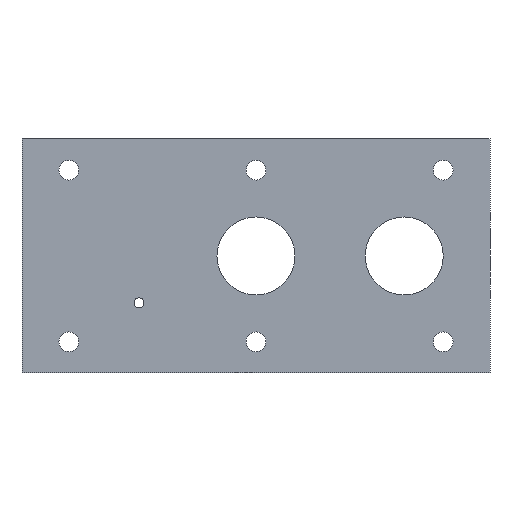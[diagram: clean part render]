
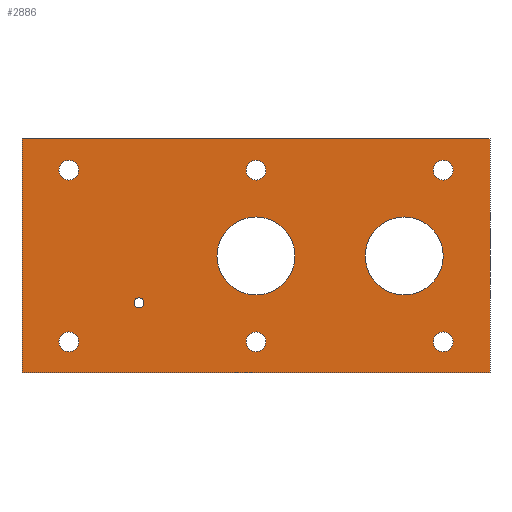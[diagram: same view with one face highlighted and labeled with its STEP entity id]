
A CAD part, front view. The second image highlights one B-rep face of the part: STEP entity #2886.
In plain terms, the highlighted planar face has unit normal (0, -1, 0).
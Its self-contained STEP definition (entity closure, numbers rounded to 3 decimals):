
#1422=CARTESIAN_POINT('POINT115',(78.2,0.,-30.));
#1423=VERTEX_POINT('VERTEX115',#1422);
#1431=CARTESIAN_POINT('POINT116',(71.8,0.,-30.));
#1432=VERTEX_POINT('VERTEX116',#1431);
#1439=CARTESIAN_POINT('POS153',(75.,0.,-30.));
#1440=DIRECTION('DIR245',(0.,-1.,0.));
#1441=DIRECTION('DIR246',(1.,0.,0.));
#1442=AXIS2_PLACEMENT_3D('AXIS93',#1439,#1440,#1441);
#1443=CIRCLE('ELLIPSE53',#1442,3.2);
#1444=EDGE_CURVE('EDGE144',#1432,#1423,#1443,.T.);
#1455=EDGE_CURVE('EDGE145',#1423,#1432,#1443,.T.);
#1462=CARTESIAN_POINT('POINT117',(276.35,0.,55.));
#1463=VERTEX_POINT('VERTEX117',#1462);
#1470=CARTESIAN_POINT('POINT118',(263.65,0.,55.));
#1471=VERTEX_POINT('VERTEX118',#1470);
#1472=CARTESIAN_POINT('POS156',(270.,0.,55.));
#1473=DIRECTION('DIR250',(0.,-1.,0.));
#1474=DIRECTION('DIR251',(1.,0.,0.));
#1475=AXIS2_PLACEMENT_3D('AXIS95',#1472,#1473,#1474);
#1476=CIRCLE('ELLIPSE54',#1475,6.35);
#1477=EDGE_CURVE('EDGE147',#1463,#1471,#1476,.T.);
#1497=EDGE_CURVE('EDGE149',#1471,#1463,#1476,.T.);
#1502=CARTESIAN_POINT('POINT119',(156.35,0.,55.));
#1503=VERTEX_POINT('VERTEX119',#1502);
#1510=CARTESIAN_POINT('POINT120',(143.65,0.,55.));
#1511=VERTEX_POINT('VERTEX120',#1510);
#1512=CARTESIAN_POINT('POS160',(150.,0.,55.));
#1513=DIRECTION('DIR256',(0.,-1.,0.));
#1514=DIRECTION('DIR257',(1.,0.,0.));
#1515=AXIS2_PLACEMENT_3D('AXIS97',#1512,#1513,#1514);
#1516=CIRCLE('ELLIPSE55',#1515,6.35);
#1517=EDGE_CURVE('EDGE151',#1503,#1511,#1516,.T.);
#1537=EDGE_CURVE('EDGE153',#1511,#1503,#1516,.T.);
#1542=CARTESIAN_POINT('POINT121',(36.35,0.,55.));
#1543=VERTEX_POINT('VERTEX121',#1542);
#1550=CARTESIAN_POINT('POINT122',(23.65,0.,55.));
#1551=VERTEX_POINT('VERTEX122',#1550);
#1552=CARTESIAN_POINT('POS164',(30.,0.,55.));
#1553=DIRECTION('DIR262',(0.,-1.,0.));
#1554=DIRECTION('DIR263',(1.,0.,0.));
#1555=AXIS2_PLACEMENT_3D('AXIS99',#1552,#1553,#1554);
#1556=CIRCLE('ELLIPSE56',#1555,6.35);
#1557=EDGE_CURVE('EDGE155',#1543,#1551,#1556,.T.);
#1577=EDGE_CURVE('EDGE157',#1551,#1543,#1556,.T.);
#1582=CARTESIAN_POINT('POINT123',(276.35,0.,-55.));
#1583=VERTEX_POINT('VERTEX123',#1582);
#1590=CARTESIAN_POINT('POINT124',(263.65,0.,-55.));
#1591=VERTEX_POINT('VERTEX124',#1590);
#1592=CARTESIAN_POINT('POS168',(270.,0.,-55.));
#1593=DIRECTION('DIR268',(0.,-1.,0.));
#1594=DIRECTION('DIR269',(1.,0.,0.));
#1595=AXIS2_PLACEMENT_3D('AXIS101',#1592,#1593,#1594);
#1596=CIRCLE('ELLIPSE57',#1595,6.35);
#1597=EDGE_CURVE('EDGE159',#1583,#1591,#1596,.T.);
#1617=EDGE_CURVE('EDGE161',#1591,#1583,#1596,.T.);
#1622=CARTESIAN_POINT('POINT125',(156.35,0.,-55.));
#1623=VERTEX_POINT('VERTEX125',#1622);
#1630=CARTESIAN_POINT('POINT126',(143.65,0.,-55.));
#1631=VERTEX_POINT('VERTEX126',#1630);
#1632=CARTESIAN_POINT('POS172',(150.,0.,-55.));
#1633=DIRECTION('DIR274',(0.,-1.,0.));
#1634=DIRECTION('DIR275',(1.,0.,0.));
#1635=AXIS2_PLACEMENT_3D('AXIS103',#1632,#1633,#1634);
#1636=CIRCLE('ELLIPSE58',#1635,6.35);
#1637=EDGE_CURVE('EDGE163',#1623,#1631,#1636,.T.);
#1657=EDGE_CURVE('EDGE165',#1631,#1623,#1636,.T.);
#1662=CARTESIAN_POINT('POINT127',(36.35,0.,-55.));
#1663=VERTEX_POINT('VERTEX127',#1662);
#1670=CARTESIAN_POINT('POINT128',(23.65,0.,-55.));
#1671=VERTEX_POINT('VERTEX128',#1670);
#1672=CARTESIAN_POINT('POS176',(30.,0.,-55.));
#1673=DIRECTION('DIR280',(0.,-1.,0.));
#1674=DIRECTION('DIR281',(1.,0.,0.));
#1675=AXIS2_PLACEMENT_3D('AXIS105',#1672,#1673,#1674);
#1676=CIRCLE('ELLIPSE59',#1675,6.35);
#1677=EDGE_CURVE('EDGE167',#1663,#1671,#1676,.T.);
#1697=EDGE_CURVE('EDGE169',#1671,#1663,#1676,.T.);
#2066=CARTESIAN_POINT('POINT145',(270.,0.,0.));
#2067=VERTEX_POINT('VERTEX145',#2066);
#2085=CARTESIAN_POINT('POINT148',(220.,0.,
   0.));
#2086=VERTEX_POINT('VERTEX148',#2085);
#2093=CARTESIAN_POINT('POS224',(245.,0.,0.));
#2094=DIRECTION('DIR351',(0.,-1.,0.));
#2095=DIRECTION('DIR352',(1.,0.,0.));
#2096=AXIS2_PLACEMENT_3D('AXIS128',#2093,#2094,#2095);
#2097=CIRCLE('ELLIPSE68',#2096,25.);
#2098=EDGE_CURVE('EDGE205',#2086,#2067,#2097,.T.);
#2109=EDGE_CURVE('EDGE206',#2067,#2086,#2097,.T.);
#2117=CARTESIAN_POINT('POINT149',(175.,0.,0.));
#2118=VERTEX_POINT('VERTEX149',#2117);
#2136=CARTESIAN_POINT('POINT152',(125.,0.,
   0.));
#2137=VERTEX_POINT('VERTEX152',#2136);
#2144=CARTESIAN_POINT('POS229',(150.,0.,0.));
#2145=DIRECTION('DIR359',(0.,-1.,0.));
#2146=DIRECTION('DIR360',(1.,0.,0.));
#2147=AXIS2_PLACEMENT_3D('AXIS131',#2144,#2145,#2146);
#2148=CIRCLE('ELLIPSE70',#2147,25.);
#2149=EDGE_CURVE('EDGE211',#2137,#2118,#2148,.T.);
#2160=EDGE_CURVE('EDGE212',#2118,#2137,#2148,.T.);
#2696=CARTESIAN_POINT('POINT178',(0.,0.,75.));
#2697=VERTEX_POINT('VERTEX178',#2696);
#2714=CARTESIAN_POINT('POINT181',(0.,0.,-75.));
#2715=VERTEX_POINT('VERTEX181',#2714);
#2722=CARTESIAN_POINT('POS291',(0.,0.,-75.));
#2723=DIRECTION('DIR448',(0.,0.,1.));
#2724=VECTOR('VEC134',#2723,1.);
#2725=LINE('STRAIGHT134',#2722,#2724);
#2726=EDGE_CURVE('EDGE264',#2715,#2697,#2725,.T.);
#2820=CARTESIAN_POINT('POINT186',(300.,0.,75.));
#2821=VERTEX_POINT('VERTEX186',#2820);
#2822=CARTESIAN_POINT('POINT187',(300.,0.,-75.));
#2823=VERTEX_POINT('VERTEX187',#2822);
#2824=CARTESIAN_POINT('POS301',(300.,0.,75.));
#2825=DIRECTION('DIR463',(0.,0.,-1.));
#2826=VECTOR('VEC139',#2825,1.);
#2827=LINE('STRAIGHT139',#2824,#2826);
#2828=EDGE_CURVE('EDGE273',#2821,#2823,#2827,.T.);
#2829=ORIENTED_EDGE('COEDGE474',*,*,#2828,.F.);
#2830=CARTESIAN_POINT('POS302',(0.,0.,75.));
#2831=DIRECTION('DIR464',(1.,0.,0.));
#2832=VECTOR('VEC140',#2831,1.);
#2833=LINE('STRAIGHT140',#2830,#2832);
#2834=EDGE_CURVE('EDGE274',#2697,#2821,#2833,.T.);
#2835=ORIENTED_EDGE('COEDGE475',*,*,#2834,.F.);
#2836=ORIENTED_EDGE('COEDGE476',*,*,#2726,.F.);
#2837=CARTESIAN_POINT('POS303',(300.,0.,-75.));
#2838=DIRECTION('DIR465',(-1.,0.,0.));
#2839=VECTOR('VEC141',#2838,1.);
#2840=LINE('STRAIGHT141',#2837,#2839);
#2841=EDGE_CURVE('EDGE275',#2823,#2715,#2840,.T.);
#2842=ORIENTED_EDGE('COEDGE477',*,*,#2841,.F.);
#2843=EDGE_LOOP('NONE',(#2829,#2835,#2836,#2842));
#2844=FACE_BOUND('LOOP1',#2843,.T.);
#2845=ORIENTED_EDGE('COEDGE478',*,*,#1697,.F.);
#2846=ORIENTED_EDGE('COEDGE479',*,*,#1677,.F.);
#2847=EDGE_LOOP('NONE',(#2845,#2846));
#2848=FACE_BOUND('LOOP1',#2847,.T.);
#2849=ORIENTED_EDGE('COEDGE480',*,*,#1657,.F.);
#2850=ORIENTED_EDGE('COEDGE481',*,*,#1637,.F.);
#2851=EDGE_LOOP('NONE',(#2849,#2850));
#2852=FACE_BOUND('LOOP1',#2851,.T.);
#2853=ORIENTED_EDGE('COEDGE482',*,*,#1617,.F.);
#2854=ORIENTED_EDGE('COEDGE483',*,*,#1597,.F.);
#2855=EDGE_LOOP('NONE',(#2853,#2854));
#2856=FACE_BOUND('LOOP1',#2855,.T.);
#2857=ORIENTED_EDGE('COEDGE484',*,*,#1577,.F.);
#2858=ORIENTED_EDGE('COEDGE485',*,*,#1557,.F.);
#2859=EDGE_LOOP('NONE',(#2857,#2858));
#2860=FACE_BOUND('LOOP1',#2859,.T.);
#2861=ORIENTED_EDGE('COEDGE486',*,*,#1537,.F.);
#2862=ORIENTED_EDGE('COEDGE487',*,*,#1517,.F.);
#2863=EDGE_LOOP('NONE',(#2861,#2862));
#2864=FACE_BOUND('LOOP1',#2863,.T.);
#2865=ORIENTED_EDGE('COEDGE488',*,*,#1497,.F.);
#2866=ORIENTED_EDGE('COEDGE489',*,*,#1477,.F.);
#2867=EDGE_LOOP('NONE',(#2865,#2866));
#2868=FACE_BOUND('LOOP1',#2867,.T.);
#2869=ORIENTED_EDGE('COEDGE490',*,*,#2160,.F.);
#2870=ORIENTED_EDGE('COEDGE491',*,*,#2149,.F.);
#2871=EDGE_LOOP('NONE',(#2869,#2870));
#2872=FACE_BOUND('LOOP1',#2871,.T.);
#2873=ORIENTED_EDGE('COEDGE492',*,*,#2109,.F.);
#2874=ORIENTED_EDGE('COEDGE493',*,*,#2098,.F.);
#2875=EDGE_LOOP('NONE',(#2873,#2874));
#2876=FACE_BOUND('LOOP1',#2875,.T.);
#2877=ORIENTED_EDGE('COEDGE494',*,*,#1455,.F.);
#2878=ORIENTED_EDGE('COEDGE495',*,*,#1444,.F.);
#2879=EDGE_LOOP('NONE',(#2877,#2878));
#2880=FACE_BOUND('LOOP1',#2879,.T.);
#2881=CARTESIAN_POINT('POS304',(0.,0.,0.));
#2882=DIRECTION('DIR466',(0.,1.,0.));
#2883=DIRECTION('DIR467',(1.,0.,0.));
#2884=AXIS2_PLACEMENT_3D('AXIS163',#2881,#2882,#2883);
#2885=PLANE('PLANE41',#2884);
#2886=ADVANCED_FACE('FACE107',(#2844,#2848,#2852,#2856,#2860,#2864,#2868
   ,#2872,#2876,#2880),#2885,.F.);
